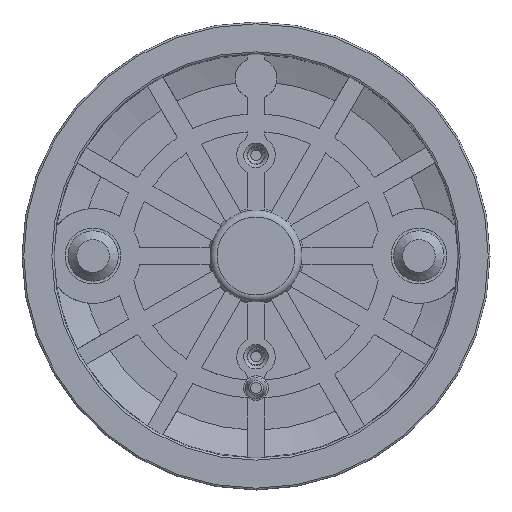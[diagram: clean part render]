
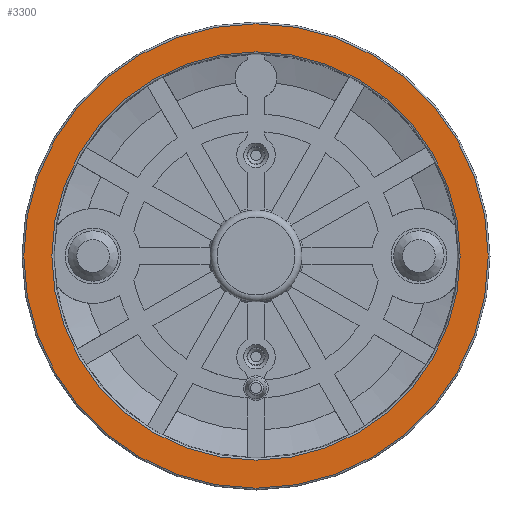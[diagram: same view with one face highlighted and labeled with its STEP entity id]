
A CAD part, front view. The second image highlights one B-rep face of the part: STEP entity #3300.
In plain terms, the highlighted planar face has unit normal (0, -1, 0).
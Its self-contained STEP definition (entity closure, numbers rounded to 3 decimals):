
#212=CIRCLE('',#3560,39.2);
#213=CIRCLE('',#3562,34.464);
#549=ORIENTED_EDGE('',*,*,#1549,.F.);
#550=ORIENTED_EDGE('',*,*,#1548,.T.);
#1548=EDGE_CURVE('',#2049,#2049,#212,.T.);
#1549=EDGE_CURVE('',#2050,#2050,#213,.T.);
#2049=VERTEX_POINT('',#5312);
#2050=VERTEX_POINT('',#5315);
#2741=EDGE_LOOP('',(#549));
#2742=EDGE_LOOP('',(#550));
#2979=FACE_BOUND('',#2741,.T.);
#2980=FACE_BOUND('',#2742,.T.);
#3182=PLANE('',#3561);
#3300=ADVANCED_FACE('',(#2979,#2980),#3182,.F.);
#3560=AXIS2_PLACEMENT_3D('',#5311,#4068,#4069);
#3561=AXIS2_PLACEMENT_3D('',#5313,#4070,#4071);
#3562=AXIS2_PLACEMENT_3D('',#5314,#4072,#4073);
#4068=DIRECTION('',(0.,-1.,0.));
#4069=DIRECTION('',(0.,0.,-1.));
#4070=DIRECTION('',(0.,1.,0.));
#4071=DIRECTION('',(0.,0.,1.));
#4072=DIRECTION('',(0.,-1.,0.));
#4073=DIRECTION('',(0.,0.,-1.));
#5311=CARTESIAN_POINT('',(0.,0.,0.));
#5312=CARTESIAN_POINT('',(0.,0.,-39.2));
#5313=CARTESIAN_POINT('',(39.2,0.,0.));
#5314=CARTESIAN_POINT('',(0.,0.,0.));
#5315=CARTESIAN_POINT('',(0.,0.,-34.464));
